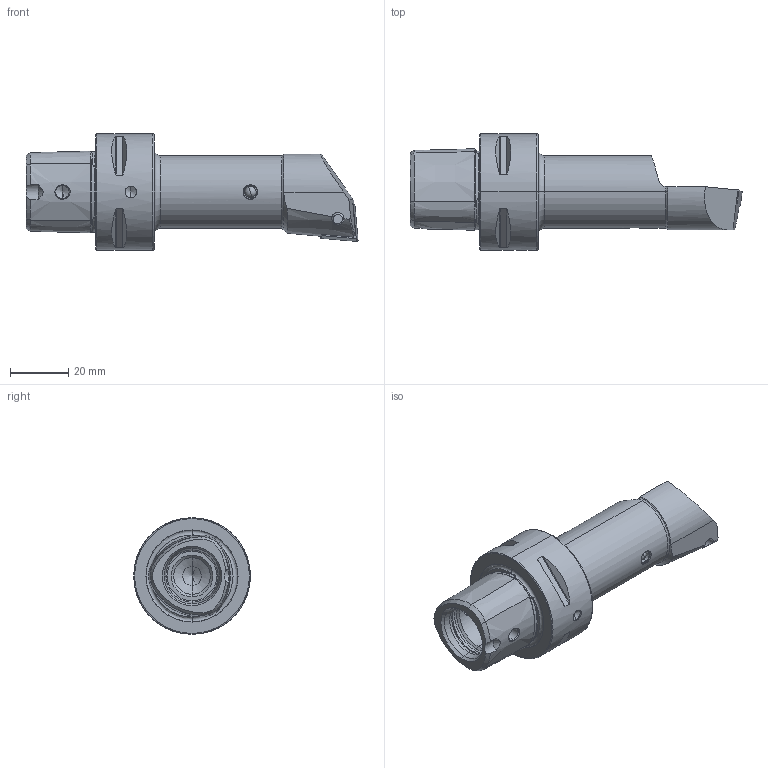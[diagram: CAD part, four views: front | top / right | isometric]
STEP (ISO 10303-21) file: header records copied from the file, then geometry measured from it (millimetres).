
FILE_DESCRIPTION (( 'STEP AP203' ), '1' );
FILE_NAME ('PS4-BCC.RLA.090.STEP', '2012-06-01T08:09:19', ( 'baer' ), ( 'Hewlett-Packard Company' ), 'SwSTEP 2.0', 'SolidWorks 2012', '' );
FILE_SCHEMA (( 'CONFIG_CONTROL_DESIGN' ));
Length unit declared in the file: millimetre
Products named in the file (5): PS4-BCC.RLA.090_A; KVT_MB_600_050; CCMT120404; WCC-ER2.001.010_A; PS4-BCC.RLA.090
Assembly tree (4 placements, depth 2):
  PS4-BCC.RLA.090
    PS4-BCC.RLA.090_A
    CCMT120404
    WCC-ER2.001.010_A
    KVT_MB_600_050
Bounding box: 113.96 x 40 x 40 mm (x, y, z)
Volume: 57745.4 mm3; surface area: 16004.3 mm2
Topology: 5 solids, 5 shells, 288 faces, 706 edges, 416 vertices
Faces by surface type: cone 102, cylinder 73, torus 49, plane 49, bspline 13, sphere 2
Entity records: 9889 total; most frequent: CARTESIAN_POINT 2958, ORIENTED_EDGE 1362, DIRECTION 1335, EDGE_CURVE 681, AXIS2_PLACEMENT_3D 551, VERTEX_POINT 413, EDGE_LOOP 308, FACE_OUTER_BOUND 288
